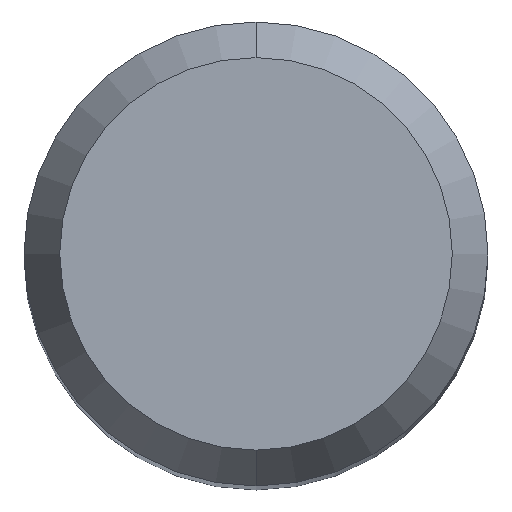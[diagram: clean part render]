
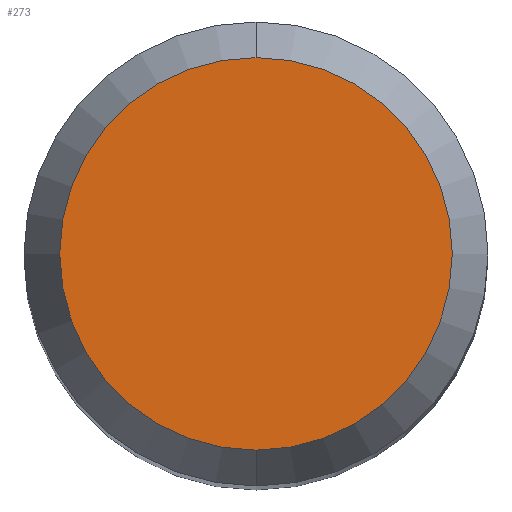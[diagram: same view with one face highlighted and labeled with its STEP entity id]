
A CAD part, top view. The second image highlights one B-rep face of the part: STEP entity #273.
In plain terms, the highlighted planar face has unit normal (0, 0, 1).
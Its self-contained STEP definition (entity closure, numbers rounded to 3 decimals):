
#215=EDGE_CURVE('',#225,#361,#493,.T.);
#225=VERTEX_POINT('',#504);
#273=ADVANCED_FACE('',(#558),#559,.T.);
#361=VERTEX_POINT('',#656);
#387=EDGE_CURVE('',#361,#225,#686,.T.);
#493=CIRCLE('',#876,2.538);
#504=CARTESIAN_POINT('',(0.0,2.538,29.636));
#558=FACE_OUTER_BOUND('',#977,.T.);
#559=PLANE('',#978);
#656=CARTESIAN_POINT('',(0.,-2.538,29.636));
#686=CIRCLE('',#1259,2.538);
#876=AXIS2_PLACEMENT_3D('',#1391,#1392,#1393);
#977=EDGE_LOOP('',(#1489,#1490));
#978=AXIS2_PLACEMENT_3D('',#1491,#1492,#1493);
#1259=AXIS2_PLACEMENT_3D('',#1627,#1628,#1629);
#1391=CARTESIAN_POINT('',(0.0,0.0,29.636));
#1392=DIRECTION('',(0.0,0.0,-1.0));
#1393=DIRECTION('',(0.0,1.0,0.0));
#1489=ORIENTED_EDGE('',*,*,#215,.F.);
#1490=ORIENTED_EDGE('',*,*,#387,.F.);
#1491=CARTESIAN_POINT('',(0.0,1.269,29.636));
#1492=DIRECTION('',(-0.0,0.0,1.0));
#1493=DIRECTION('',(0.0,-1.0,0.0));
#1627=CARTESIAN_POINT('',(0.0,0.0,29.636));
#1628=DIRECTION('',(0.0,0.0,-1.0));
#1629=DIRECTION('',(0.0,1.0,0.0));
